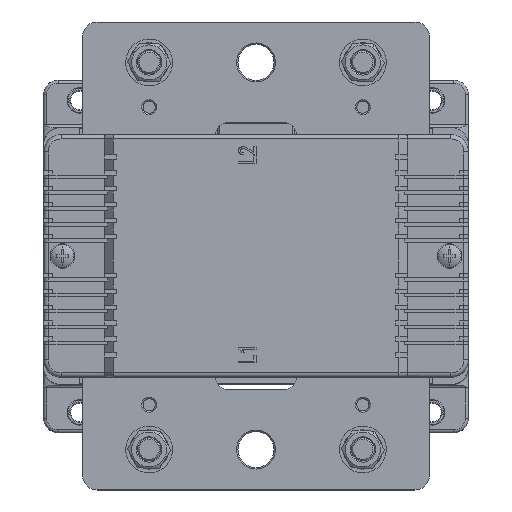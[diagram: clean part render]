
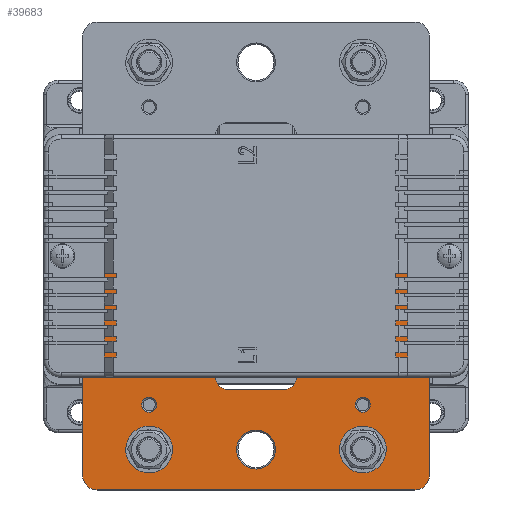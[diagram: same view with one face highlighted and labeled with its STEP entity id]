
A CAD part, top view. The second image highlights one B-rep face of the part: STEP entity #39683.
In plain terms, the highlighted planar face has unit normal (0, 0, 1).
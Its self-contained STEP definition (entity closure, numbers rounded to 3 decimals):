
#38963=DIRECTION('',(-1.,0.,0.));
#38964=VECTOR('',#38963,110.);
#38965=CARTESIAN_POINT('',(55.,81.,95.));
#38966=LINE('',#38965,#38964);
#38975=CARTESIAN_POINT('',(-55.,76.,95.));
#38976=DIRECTION('',(0.,0.,-1.));
#38977=DIRECTION('',(-1.,0.,0.));
#38978=AXIS2_PLACEMENT_3D('',#38975,#38976,#38977);
#38980=CARTESIAN_POINT('',(55.,76.,95.));
#38981=DIRECTION('',(0.,0.,-1.));
#38982=DIRECTION('',(0.,1.,0.));
#38983=AXIS2_PLACEMENT_3D('',#38980,#38981,#38982);
#38985=CARTESIAN_POINT('',(37.,51.5,95.));
#38986=DIRECTION('',(0.,0.,1.));
#38987=DIRECTION('',(-1.,0.,0.));
#38988=AXIS2_PLACEMENT_3D('',#38985,#38986,#38987);
#38990=CARTESIAN_POINT('',(37.,51.5,95.));
#38991=DIRECTION('',(0.,0.,1.));
#38992=DIRECTION('',(1.,0.,0.));
#38993=AXIS2_PLACEMENT_3D('',#38990,#38991,#38992);
#38995=CARTESIAN_POINT('',(-37.,51.5,95.));
#38996=DIRECTION('',(0.,0.,1.));
#38997=DIRECTION('',(-1.,0.,0.));
#38998=AXIS2_PLACEMENT_3D('',#38995,#38996,#38997);
#39000=CARTESIAN_POINT('',(-37.,51.5,95.));
#39001=DIRECTION('',(0.,0.,1.));
#39002=DIRECTION('',(1.,0.,0.));
#39003=AXIS2_PLACEMENT_3D('',#39000,#39001,#39002);
#39005=CARTESIAN_POINT('',(0.,67.,95.));
#39006=DIRECTION('',(0.,0.,1.));
#39007=DIRECTION('',(0.,-1.,0.));
#39008=AXIS2_PLACEMENT_3D('',#39005,#39006,#39007);
#39010=CARTESIAN_POINT('',(0.,67.,95.));
#39011=DIRECTION('',(0.,0.,1.));
#39012=DIRECTION('',(0.,1.,0.));
#39013=AXIS2_PLACEMENT_3D('',#39010,#39011,#39012);
#39015=DIRECTION('',(0.,-1.,0.));
#39016=VECTOR('',#39015,12.442);
#39017=CARTESIAN_POINT('',(-14.,42.2,95.));
#39018=LINE('',#39017,#39016);
#39019=DIRECTION('',(-1.,0.,0.));
#39020=VECTOR('',#39019,28.);
#39021=CARTESIAN_POINT('',(14.,29.758,95.));
#39022=LINE('',#39021,#39020);
#39023=CARTESIAN_POINT('',(10.,42.2,95.));
#39024=DIRECTION('',(0.,0.,1.));
#39025=DIRECTION('',(1.,0.,0.));
#39026=AXIS2_PLACEMENT_3D('',#39023,#39024,#39025);
#39028=CARTESIAN_POINT('',(-10.,42.2,95.));
#39029=DIRECTION('',(0.,0.,1.));
#39030=DIRECTION('',(0.,1.,0.));
#39031=AXIS2_PLACEMENT_3D('',#39028,#39029,#39030);
#39037=DIRECTION('',(0.,1.,0.));
#39038=VECTOR('',#39037,73.3);
#39039=CARTESIAN_POINT('',(60.,2.7,95.));
#39040=LINE('',#39039,#39038);
#39151=DIRECTION('',(0.,-1.,0.));
#39152=VECTOR('',#39151,12.442);
#39153=CARTESIAN_POINT('',(14.,42.2,95.));
#39154=LINE('',#39153,#39152);
#39171=DIRECTION('',(1.,0.,0.));
#39172=VECTOR('',#39171,20.);
#39173=CARTESIAN_POINT('',(-10.,46.2,95.));
#39174=LINE('',#39173,#39172);
#39183=DIRECTION('',(0.,1.,0.));
#39184=VECTOR('',#39183,9.6);
#39185=CARTESIAN_POINT('',(32.7,62.2,95.));
#39186=LINE('',#39185,#39184);
#39191=DIRECTION('',(1.,0.,0.));
#39192=VECTOR('',#39191,8.6);
#39193=CARTESIAN_POINT('',(32.7,71.8,95.));
#39194=LINE('',#39193,#39192);
#39199=DIRECTION('',(0.,-1.,0.));
#39200=VECTOR('',#39199,9.6);
#39201=CARTESIAN_POINT('',(41.3,71.8,95.));
#39202=LINE('',#39201,#39200);
#39207=DIRECTION('',(-1.,0.,0.));
#39208=VECTOR('',#39207,8.6);
#39209=CARTESIAN_POINT('',(41.3,62.2,95.));
#39210=LINE('',#39209,#39208);
#39215=DIRECTION('',(1.,0.,0.));
#39216=VECTOR('',#39215,8.6);
#39217=CARTESIAN_POINT('',(-41.3,71.8,95.));
#39218=LINE('',#39217,#39216);
#39223=DIRECTION('',(0.,-1.,0.));
#39224=VECTOR('',#39223,9.6);
#39225=CARTESIAN_POINT('',(-32.7,71.8,95.));
#39226=LINE('',#39225,#39224);
#39231=DIRECTION('',(-1.,0.,0.));
#39232=VECTOR('',#39231,8.6);
#39233=CARTESIAN_POINT('',(-32.7,62.2,95.));
#39234=LINE('',#39233,#39232);
#39239=DIRECTION('',(0.,1.,0.));
#39240=VECTOR('',#39239,9.6);
#39241=CARTESIAN_POINT('',(-41.3,62.2,95.));
#39242=LINE('',#39241,#39240);
#39419=DIRECTION('',(1.,0.,0.));
#39420=VECTOR('',#39419,120.);
#39421=CARTESIAN_POINT('',(-60.,2.7,95.));
#39422=LINE('',#39421,#39420);
#39427=DIRECTION('',(0.,-1.,0.));
#39428=VECTOR('',#39427,73.3);
#39429=CARTESIAN_POINT('',(-60.,76.,95.));
#39430=LINE('',#39429,#39428);
#39440=CARTESIAN_POINT('',(-55.,81.,95.));
#39442=VERTEX_POINT('',#39440);
#39445=CARTESIAN_POINT('',(55.,81.,95.));
#39446=VERTEX_POINT('',#39445);
#39447=CARTESIAN_POINT('',(-60.,76.,95.));
#39448=VERTEX_POINT('',#39447);
#39451=CARTESIAN_POINT('',(60.,76.,95.));
#39452=VERTEX_POINT('',#39451);
#39453=CARTESIAN_POINT('',(14.,42.2,95.));
#39454=CARTESIAN_POINT('',(10.,46.2,95.));
#39455=VERTEX_POINT('',#39453);
#39456=VERTEX_POINT('',#39454);
#39457=CARTESIAN_POINT('',(-10.,46.2,95.));
#39458=VERTEX_POINT('',#39457);
#39459=CARTESIAN_POINT('',(-14.,42.2,95.));
#39460=VERTEX_POINT('',#39459);
#39461=CARTESIAN_POINT('',(32.7,62.2,95.));
#39462=CARTESIAN_POINT('',(32.7,71.8,95.));
#39463=VERTEX_POINT('',#39461);
#39464=VERTEX_POINT('',#39462);
#39465=CARTESIAN_POINT('',(41.3,62.2,95.));
#39466=VERTEX_POINT('',#39465);
#39467=CARTESIAN_POINT('',(41.3,71.8,95.));
#39468=VERTEX_POINT('',#39467);
#39469=CARTESIAN_POINT('',(-41.3,71.8,95.));
#39470=CARTESIAN_POINT('',(-32.7,71.8,95.));
#39471=VERTEX_POINT('',#39469);
#39472=VERTEX_POINT('',#39470);
#39473=CARTESIAN_POINT('',(-41.3,62.2,95.));
#39474=VERTEX_POINT('',#39473);
#39475=CARTESIAN_POINT('',(-32.7,62.2,95.));
#39476=VERTEX_POINT('',#39475);
#39477=CARTESIAN_POINT('',(0.,60.25,95.));
#39478=CARTESIAN_POINT('',(0.,73.75,95.));
#39479=VERTEX_POINT('',#39477);
#39480=VERTEX_POINT('',#39478);
#39529=CARTESIAN_POINT('',(39.6,51.5,95.));
#39530=VERTEX_POINT('',#39529);
#39531=CARTESIAN_POINT('',(34.4,51.5,95.));
#39532=VERTEX_POINT('',#39531);
#39553=CARTESIAN_POINT('',(-34.4,51.5,95.));
#39554=VERTEX_POINT('',#39553);
#39555=CARTESIAN_POINT('',(-39.6,51.5,95.));
#39556=VERTEX_POINT('',#39555);
#39567=CARTESIAN_POINT('',(-60.,2.7,95.));
#39569=VERTEX_POINT('',#39567);
#39571=CARTESIAN_POINT('',(60.,2.7,95.));
#39573=VERTEX_POINT('',#39571);
#39576=CARTESIAN_POINT('',(-14.,29.758,95.));
#39578=VERTEX_POINT('',#39576);
#39580=CARTESIAN_POINT('',(14.,29.758,95.));
#39582=VERTEX_POINT('',#39580);
#39614=CARTESIAN_POINT('',(-60.,-81.,95.));
#39615=DIRECTION('',(0.,0.,1.));
#39616=DIRECTION('',(1.,0.,0.));
#39617=AXIS2_PLACEMENT_3D('',#39614,#39615,#39616);
#39618=PLANE('',#39617);
#39620=ORIENTED_EDGE('',*,*,#39619,.F.);
#39622=ORIENTED_EDGE('',*,*,#39621,.F.);
#39624=ORIENTED_EDGE('',*,*,#39623,.F.);
#39625=ORIENTED_EDGE('',*,*,#39604,.T.);
#39626=ORIENTED_EDGE('',*,*,#39594,.F.);
#39628=ORIENTED_EDGE('',*,*,#39627,.T.);
#39629=EDGE_LOOP('',(#39620,#39622,#39624,#39625,#39626,#39628));
#39630=FACE_OUTER_BOUND('',#39629,.F.);
#39632=ORIENTED_EDGE('',*,*,#39631,.F.);
#39634=ORIENTED_EDGE('',*,*,#39633,.F.);
#39636=ORIENTED_EDGE('',*,*,#39635,.F.);
#39638=ORIENTED_EDGE('',*,*,#39637,.F.);
#39639=EDGE_LOOP('',(#39632,#39634,#39636,#39638));
#39640=FACE_BOUND('',#39639,.F.);
#39642=ORIENTED_EDGE('',*,*,#39641,.F.);
#39644=ORIENTED_EDGE('',*,*,#39643,.F.);
#39646=ORIENTED_EDGE('',*,*,#39645,.F.);
#39648=ORIENTED_EDGE('',*,*,#39647,.F.);
#39649=EDGE_LOOP('',(#39642,#39644,#39646,#39648));
#39650=FACE_BOUND('',#39649,.F.);
#39652=ORIENTED_EDGE('',*,*,#39651,.T.);
#39654=ORIENTED_EDGE('',*,*,#39653,.T.);
#39655=EDGE_LOOP('',(#39652,#39654));
#39656=FACE_BOUND('',#39655,.F.);
#39658=ORIENTED_EDGE('',*,*,#39657,.T.);
#39660=ORIENTED_EDGE('',*,*,#39659,.T.);
#39661=EDGE_LOOP('',(#39658,#39660));
#39662=FACE_BOUND('',#39661,.F.);
#39664=ORIENTED_EDGE('',*,*,#39663,.T.);
#39666=ORIENTED_EDGE('',*,*,#39665,.T.);
#39667=EDGE_LOOP('',(#39664,#39666));
#39668=FACE_BOUND('',#39667,.F.);
#39670=ORIENTED_EDGE('',*,*,#39669,.T.);
#39672=ORIENTED_EDGE('',*,*,#39671,.F.);
#39674=ORIENTED_EDGE('',*,*,#39673,.F.);
#39676=ORIENTED_EDGE('',*,*,#39675,.T.);
#39678=ORIENTED_EDGE('',*,*,#39677,.F.);
#39680=ORIENTED_EDGE('',*,*,#39679,.T.);
#39681=EDGE_LOOP('',(#39670,#39672,#39674,#39676,#39678,#39680));
#39682=FACE_BOUND('',#39681,.F.);
#39683=ADVANCED_FACE('',(#39630,#39640,#39650,#39656,#39662,#39668,#39682),
#39618,.T.);
#38979=CIRCLE('',#38978,5.);
#38984=CIRCLE('',#38983,5.);
#38989=CIRCLE('',#38988,2.6);
#38994=CIRCLE('',#38993,2.6);
#38999=CIRCLE('',#38998,2.6);
#39004=CIRCLE('',#39003,2.6);
#39009=CIRCLE('',#39008,6.75);
#39014=CIRCLE('',#39013,6.75);
#39027=CIRCLE('',#39026,4.);
#39032=CIRCLE('',#39031,4.);
#39594=EDGE_CURVE('',#39446,#39442,#38966,.T.);
#39604=EDGE_CURVE('',#39448,#39442,#38979,.T.);
#39619=EDGE_CURVE('',#39573,#39452,#39040,.T.);
#39621=EDGE_CURVE('',#39569,#39573,#39422,.T.);
#39623=EDGE_CURVE('',#39448,#39569,#39430,.T.);
#39627=EDGE_CURVE('',#39446,#39452,#38984,.T.);
#39631=EDGE_CURVE('',#39463,#39464,#39186,.T.);
#39633=EDGE_CURVE('',#39466,#39463,#39210,.T.);
#39635=EDGE_CURVE('',#39468,#39466,#39202,.T.);
#39637=EDGE_CURVE('',#39464,#39468,#39194,.T.);
#39641=EDGE_CURVE('',#39471,#39472,#39218,.T.);
#39643=EDGE_CURVE('',#39474,#39471,#39242,.T.);
#39645=EDGE_CURVE('',#39476,#39474,#39234,.T.);
#39647=EDGE_CURVE('',#39472,#39476,#39226,.T.);
#39651=EDGE_CURVE('',#39532,#39530,#38989,.T.);
#39653=EDGE_CURVE('',#39530,#39532,#38994,.T.);
#39657=EDGE_CURVE('',#39556,#39554,#38999,.T.);
#39659=EDGE_CURVE('',#39554,#39556,#39004,.T.);
#39663=EDGE_CURVE('',#39479,#39480,#39009,.T.);
#39665=EDGE_CURVE('',#39480,#39479,#39014,.T.);
#39669=EDGE_CURVE('',#39460,#39578,#39018,.T.);
#39671=EDGE_CURVE('',#39582,#39578,#39022,.T.);
#39673=EDGE_CURVE('',#39455,#39582,#39154,.T.);
#39675=EDGE_CURVE('',#39455,#39456,#39027,.T.);
#39677=EDGE_CURVE('',#39458,#39456,#39174,.T.);
#39679=EDGE_CURVE('',#39458,#39460,#39032,.T.);
